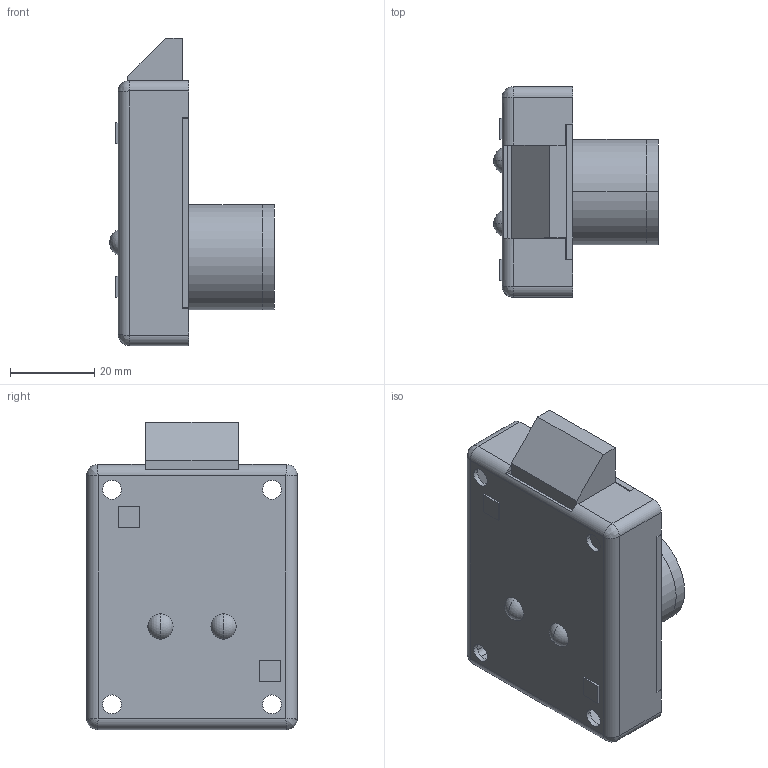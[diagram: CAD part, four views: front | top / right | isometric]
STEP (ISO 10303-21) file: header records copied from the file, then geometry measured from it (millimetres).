
FILE_DESCRIPTION (( 'STEP AP203' ), '1' );
FILE_NAME ('C-133-2-TAK80.STEP', '2012-10-15T07:02:19', ( '11sw' ), ( 'タキゲン製造株式会社' ), 'SwSTEP 2.0', 'SolidWorks 2011', '' );
FILE_SCHEMA (( 'CONFIG_CONTROL_DESIGN' ));
Length unit declared in the file: millimetre
Products named in the file (9): C-133-2カバー_; C-133-2ケース_; TAK80-4_ローター_TAK80-4-2; C-133-2ラッチ_; C-133-2-TAK80; C-133-2_カラー_; 廫帤寠晅嶮偹偠M3_M3亊L5; TAK80-4_公_TAK80-4-2_free; C-133-2僔儕儞僟乕働乕僗_
Assembly tree (9 placements, depth 3):
  C-133-2-TAK80
    TAK80-4_公_TAK80-4-2_free
      TAK80-4_ローター_TAK80-4-2
    C-133-2_カラー_
    廫帤寠晅嶮偹偠M3_M3亊L5  x2
    C-133-2カバー_
    C-133-2僔儕儞僟乕働乕僗_
    C-133-2ラッチ_
    C-133-2ケース_
Bounding box: 39.15 x 50 x 73 mm (x, y, z)
Volume: 24895.6 mm3; surface area: 26972.1 mm2
Topology: 8 solids, 8 shells, 203 faces, 510 edges, 329 vertices
Faces by surface type: plane 113, cylinder 60, cone 18, torus 4, sphere 4, bspline 4
Entity records: 6531 total; most frequent: CARTESIAN_POINT 1190, DIRECTION 934, ORIENTED_EDGE 888, EDGE_CURVE 444, AXIS2_PLACEMENT_3D 321, VECTOR 292, LINE 292, VERTEX_POINT 289
